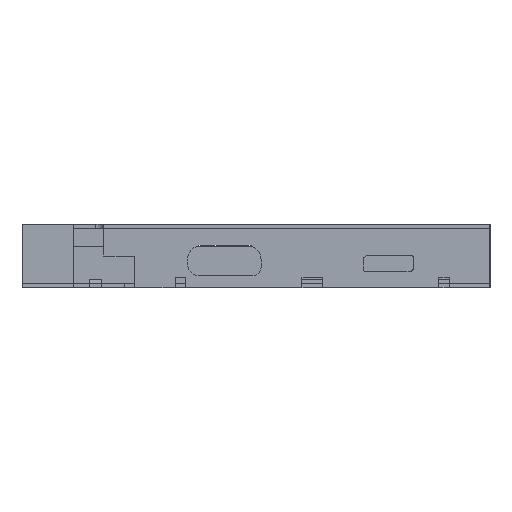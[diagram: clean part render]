
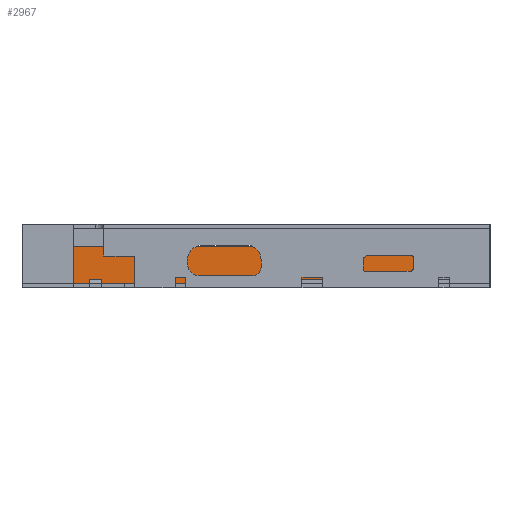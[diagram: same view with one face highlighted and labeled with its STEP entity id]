
A CAD part, left-side view. The second image highlights one B-rep face of the part: STEP entity #2967.
In plain terms, the highlighted planar face has unit normal (-1, 0, 0).
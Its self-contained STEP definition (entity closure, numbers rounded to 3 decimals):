
#730 = VERTEX_POINT('',#731);
#731 = CARTESIAN_POINT('',(4.875,4.675,0.1));
#820 = VERTEX_POINT('',#821);
#821 = CARTESIAN_POINT('',(4.875,-4.275,0.));
#1013 = EDGE_CURVE('',#1014,#730,#1016,.T.);
#1014 = VERTEX_POINT('',#1015);
#1015 = CARTESIAN_POINT('',(4.875,-4.275,0.1));
#1016 = LINE('',#1017,#1018);
#1017 = CARTESIAN_POINT('',(4.875,-4.4,0.1));
#1018 = VECTOR('',#1019,1.);
#1019 = DIRECTION('',(0.,1.,0.));
#1418 = EDGE_CURVE('',#820,#1014,#1419,.T.);
#1419 = LINE('',#1420,#1421);
#1420 = CARTESIAN_POINT('',(4.875,-4.275,0.));
#1421 = VECTOR('',#1422,1.);
#1422 = DIRECTION('',(0.,0.,1.));
#2967 = ADVANCED_FACE('',(#2968),#3002,.T.);
#2968 = FACE_BOUND('',#2969,.T.);
#2969 = EDGE_LOOP('',(#2970,#2978,#2986,#2994,#3000,#3001));
#2970 = ORIENTED_EDGE('',*,*,#2971,.F.);
#2971 = EDGE_CURVE('',#2972,#820,#2974,.T.);
#2972 = VERTEX_POINT('',#2973);
#2973 = CARTESIAN_POINT('',(4.875,-4.525,0.));
#2974 = LINE('',#2975,#2976);
#2975 = CARTESIAN_POINT('',(4.875,-4.525,0.));
#2976 = VECTOR('',#2977,1.);
#2977 = DIRECTION('',(0.,1.,0.));
#2978 = ORIENTED_EDGE('',*,*,#2979,.T.);
#2979 = EDGE_CURVE('',#2972,#2980,#2982,.T.);
#2980 = VERTEX_POINT('',#2981);
#2981 = CARTESIAN_POINT('',(4.875,-4.525,1.));
#2982 = LINE('',#2983,#2984);
#2983 = CARTESIAN_POINT('',(4.875,-4.525,0.));
#2984 = VECTOR('',#2985,1.);
#2985 = DIRECTION('',(0.,0.,1.));
#2986 = ORIENTED_EDGE('',*,*,#2987,.T.);
#2987 = EDGE_CURVE('',#2980,#2988,#2990,.T.);
#2988 = VERTEX_POINT('',#2989);
#2989 = CARTESIAN_POINT('',(4.875,4.675,1.));
#2990 = LINE('',#2991,#2992);
#2991 = CARTESIAN_POINT('',(4.875,-4.525,1.));
#2992 = VECTOR('',#2993,1.);
#2993 = DIRECTION('',(0.,1.,0.));
#2994 = ORIENTED_EDGE('',*,*,#2995,.F.);
#2995 = EDGE_CURVE('',#730,#2988,#2996,.T.);
#2996 = LINE('',#2997,#2998);
#2997 = CARTESIAN_POINT('',(4.875,4.675,0.));
#2998 = VECTOR('',#2999,1.);
#2999 = DIRECTION('',(0.,0.,1.));
#3000 = ORIENTED_EDGE('',*,*,#1013,.F.);
#3001 = ORIENTED_EDGE('',*,*,#1418,.F.);
#3002 = PLANE('',#3003);
#3003 = AXIS2_PLACEMENT_3D('',#3004,#3005,#3006);
#3004 = CARTESIAN_POINT('',(4.875,-4.525,0.));
#3005 = DIRECTION('',(-1.,0.,0.));
#3006 = DIRECTION('',(0.,1.,0.));
